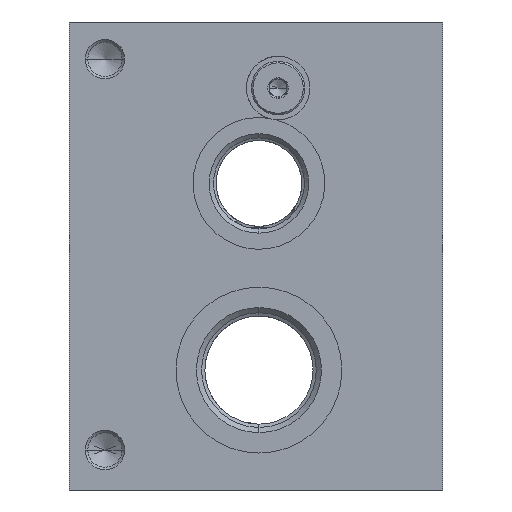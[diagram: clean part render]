
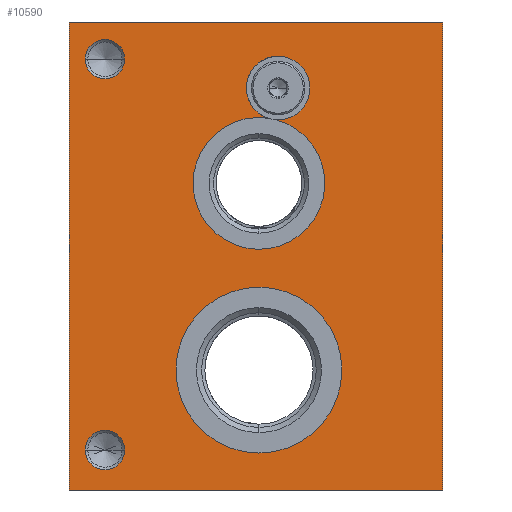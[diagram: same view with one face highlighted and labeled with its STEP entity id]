
A CAD part, front view. The second image highlights one B-rep face of the part: STEP entity #10590.
In plain terms, the highlighted planar face has unit normal (0, -1, 0).
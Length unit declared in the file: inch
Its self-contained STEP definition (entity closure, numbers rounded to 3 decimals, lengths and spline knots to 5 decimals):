
#5=DIRECTION('',(1.,0.,0.));
#6=VECTOR('',#5,3.938);
#7=CARTESIAN_POINT('',(0.,-16.25,0.));
#8=LINE('',#7,#6);
#80=DIRECTION('',(0.,0.,1.));
#81=VECTOR('',#80,4.938);
#82=CARTESIAN_POINT('',(3.938,-16.25,0.));
#83=LINE('',#82,#81);
#824=DIRECTION('',(0.,0.,1.));
#825=VECTOR('',#824,4.938);
#826=CARTESIAN_POINT('',(0.,-16.25,0.));
#827=LINE('',#826,#825);
#828=CARTESIAN_POINT('',(0.375,-16.25,0.422));
#829=DIRECTION('',(0.,1.,0.));
#830=DIRECTION('',(-1.,0.,0.));
#831=AXIS2_PLACEMENT_3D('',#828,#829,#830);
#833=CARTESIAN_POINT('',(0.375,-16.25,0.422));
#834=DIRECTION('',(0.,1.,0.));
#835=DIRECTION('',(1.,0.,0.));
#836=AXIS2_PLACEMENT_3D('',#833,#834,#835);
#838=CARTESIAN_POINT('',(0.375,-16.25,4.546));
#839=DIRECTION('',(0.,1.,0.));
#840=DIRECTION('',(-1.,0.,0.));
#841=AXIS2_PLACEMENT_3D('',#838,#839,#840);
#843=CARTESIAN_POINT('',(0.375,-16.25,4.546));
#844=DIRECTION('',(0.,1.,0.));
#845=DIRECTION('',(1.,0.,0.));
#846=AXIS2_PLACEMENT_3D('',#843,#844,#845);
#848=CARTESIAN_POINT('',(2.,-16.25,1.265));
#849=DIRECTION('',(0.,1.,0.));
#850=DIRECTION('',(0.,0.,-1.));
#851=AXIS2_PLACEMENT_3D('',#848,#849,#850);
#853=CARTESIAN_POINT('',(2.,-16.25,1.265));
#854=DIRECTION('',(0.,1.,0.));
#855=DIRECTION('',(0.,0.,1.));
#856=AXIS2_PLACEMENT_3D('',#853,#854,#855);
#858=CARTESIAN_POINT('',(2.202,-16.25,4.241));
#859=DIRECTION('',(0.,1.,0.));
#860=DIRECTION('',(0.,0.,-1.));
#861=AXIS2_PLACEMENT_3D('',#858,#859,#860);
#863=CARTESIAN_POINT('',(2.202,-16.25,4.241));
#864=DIRECTION('',(0.,1.,0.));
#865=DIRECTION('',(0.,0.,1.));
#866=AXIS2_PLACEMENT_3D('',#863,#864,#865);
#868=CARTESIAN_POINT('',(2.202,-16.25,4.241));
#869=DIRECTION('',(0.,1.,0.));
#870=DIRECTION('',(-0.332,0.,-0.943));
#871=AXIS2_PLACEMENT_3D('',#868,#869,#870);
#885=DIRECTION('',(1.,0.,0.));
#886=VECTOR('',#885,3.938);
#887=CARTESIAN_POINT('',(0.,-16.25,4.938));
#888=LINE('',#887,#886);
#4055=CARTESIAN_POINT('',(2.,-16.25,3.235));
#4056=DIRECTION('',(0.,1.,0.));
#4057=DIRECTION('',(0.263,0.,0.965));
#4058=AXIS2_PLACEMENT_3D('',#4055,#4056,#4057);
#8699=CARTESIAN_POINT('',(0.,-16.25,0.));
#8701=VERTEX_POINT('',#8699);
#8702=CARTESIAN_POINT('',(3.938,-16.25,0.));
#8703=VERTEX_POINT('',#8702);
#8707=CARTESIAN_POINT('',(0.,-16.25,4.938));
#8709=VERTEX_POINT('',#8707);
#8710=CARTESIAN_POINT('',(3.938,-16.25,4.938));
#8711=VERTEX_POINT('',#8710);
#9610=CARTESIAN_POINT('',(0.167,-16.25,0.422));
#9612=VERTEX_POINT('',#9610);
#9614=CARTESIAN_POINT('',(0.583,-16.25,0.422));
#9616=VERTEX_POINT('',#9614);
#9624=CARTESIAN_POINT('',(0.167,-16.25,4.546));
#9626=VERTEX_POINT('',#9624);
#9628=CARTESIAN_POINT('',(0.583,-16.25,4.546));
#9630=VERTEX_POINT('',#9628);
#9648=CARTESIAN_POINT('',(2.,-16.25,0.39));
#9649=CARTESIAN_POINT('',(2.,-16.25,2.14));
#9650=VERTEX_POINT('',#9648);
#9651=VERTEX_POINT('',#9649);
#9731=CARTESIAN_POINT('',(2.202,-16.25,3.905));
#9732=CARTESIAN_POINT('',(2.18271,-16.25,3.90555));
#9733=VERTEX_POINT('',#9731);
#9734=VERTEX_POINT('',#9732);
#9735=CARTESIAN_POINT('',(2.09031,-16.25,3.92411));
#9736=CARTESIAN_POINT('',(2.202,-16.25,4.577));
#9737=VERTEX_POINT('',#9735);
#9738=VERTEX_POINT('',#9736);
#10550=CARTESIAN_POINT('',(0.,-16.25,0.));
#10551=DIRECTION('',(0.,-1.,0.));
#10552=DIRECTION('',(1.,0.,0.));
#10553=AXIS2_PLACEMENT_3D('',#10550,#10551,#10552);
#10554=PLANE('',#10553);
#10555=ORIENTED_EDGE('',*,*,#10194,.F.);
#10556=ORIENTED_EDGE('',*,*,#10219,.T.);
#10558=ORIENTED_EDGE('',*,*,#10557,.T.);
#10559=ORIENTED_EDGE('',*,*,#10272,.F.);
#10560=EDGE_LOOP('',(#10555,#10556,#10558,#10559));
#10561=FACE_OUTER_BOUND('',#10560,.F.);
#10563=ORIENTED_EDGE('',*,*,#10562,.F.);
#10565=ORIENTED_EDGE('',*,*,#10564,.F.);
#10566=EDGE_LOOP('',(#10563,#10565));
#10567=FACE_BOUND('',#10566,.F.);
#10569=ORIENTED_EDGE('',*,*,#10568,.F.);
#10571=ORIENTED_EDGE('',*,*,#10570,.F.);
#10572=EDGE_LOOP('',(#10569,#10571));
#10573=FACE_BOUND('',#10572,.F.);
#10575=ORIENTED_EDGE('',*,*,#10574,.F.);
#10577=ORIENTED_EDGE('',*,*,#10576,.F.);
#10578=EDGE_LOOP('',(#10575,#10577));
#10579=FACE_BOUND('',#10578,.F.);
#10581=ORIENTED_EDGE('',*,*,#10580,.F.);
#10583=ORIENTED_EDGE('',*,*,#10582,.F.);
#10585=ORIENTED_EDGE('',*,*,#10584,.F.);
#10587=ORIENTED_EDGE('',*,*,#10586,.F.);
#10588=EDGE_LOOP('',(#10581,#10583,#10585,#10587));
#10589=FACE_BOUND('',#10588,.F.);
#10590=ADVANCED_FACE('',(#10561,#10567,#10573,#10579,#10589),#10554,.T.);
#832=CIRCLE('',#831,0.208);
#837=CIRCLE('',#836,0.208);
#842=CIRCLE('',#841,0.208);
#847=CIRCLE('',#846,0.208);
#852=CIRCLE('',#851,0.875);
#857=CIRCLE('',#856,0.875);
#862=CIRCLE('',#861,0.336);
#867=CIRCLE('',#866,0.336);
#872=CIRCLE('',#871,0.336);
#4059=CIRCLE('',#4058,0.695);
#10194=EDGE_CURVE('',#8701,#8703,#8,.T.);
#10219=EDGE_CURVE('',#8701,#8709,#827,.T.);
#10272=EDGE_CURVE('',#8703,#8711,#83,.T.);
#10557=EDGE_CURVE('',#8709,#8711,#888,.T.);
#10562=EDGE_CURVE('',#9612,#9616,#832,.T.);
#10564=EDGE_CURVE('',#9616,#9612,#837,.T.);
#10568=EDGE_CURVE('',#9626,#9630,#842,.T.);
#10570=EDGE_CURVE('',#9630,#9626,#847,.T.);
#10574=EDGE_CURVE('',#9650,#9651,#852,.T.);
#10576=EDGE_CURVE('',#9651,#9650,#857,.T.);
#10580=EDGE_CURVE('',#9733,#9734,#862,.T.);
#10582=EDGE_CURVE('',#9738,#9733,#867,.T.);
#10584=EDGE_CURVE('',#9737,#9738,#872,.T.);
#10586=EDGE_CURVE('',#9734,#9737,#4059,.T.);
